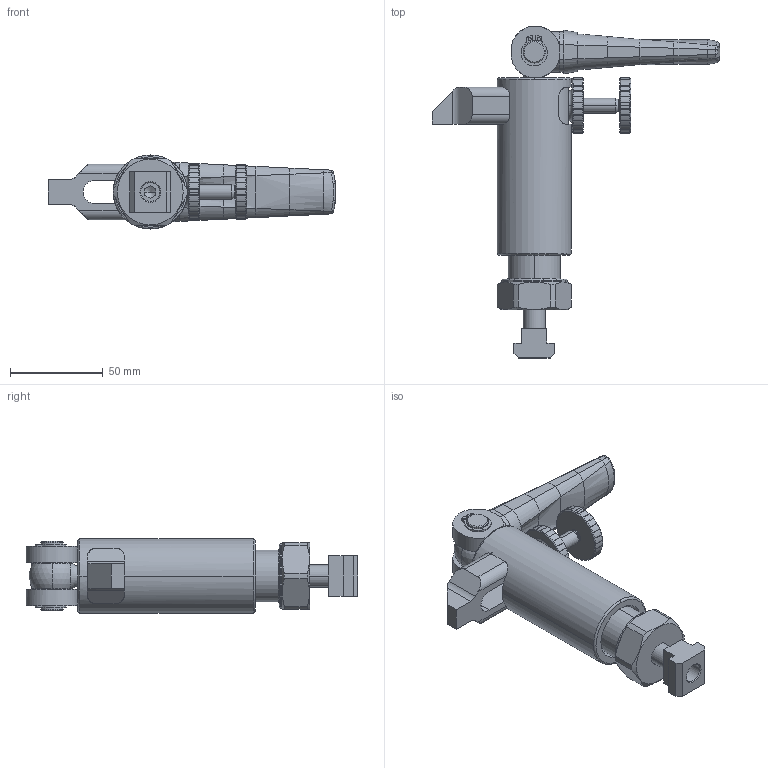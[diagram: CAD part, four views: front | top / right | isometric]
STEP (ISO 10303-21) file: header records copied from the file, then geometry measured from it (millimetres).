
FILE_DESCRIPTION(('STEP AP214'),'1');
FILE_NAME('HALDERN_EH_23310_0088.stp','2020-02-28T09:43:19',('TraceParts'),('TraceParts S.A.'),'Spatial InterOp 3D',' ',' ');
FILE_SCHEMA(('AUTOMOTIVE_DESIGN { 1 0 10303 214 1 1 1 1 }'));
Length unit declared in the file: millimetre
Products named in the file (1): HALDERN_EH_23310_0088_1
Bounding box: 155 x 179.02 x 40 mm (x, y, z)
Volume: 210014.8 mm3; surface area: 69140.6 mm2
Topology: 12 solids, 12 shells, 654 faces, 1519 edges, 894 vertices
Faces by surface type: plane 325, cylinder 187, cone 68, bspline 49, torus 22, sphere 3
Entity records: 25756 total; most frequent: CARTESIAN_POINT 5588, DIRECTION 3180, ORIENTED_EDGE 3034, EDGE_CURVE 1517, AXIS2_PLACEMENT_3D 1202, VERTEX_POINT 894, LINE 776, VECTOR 776
